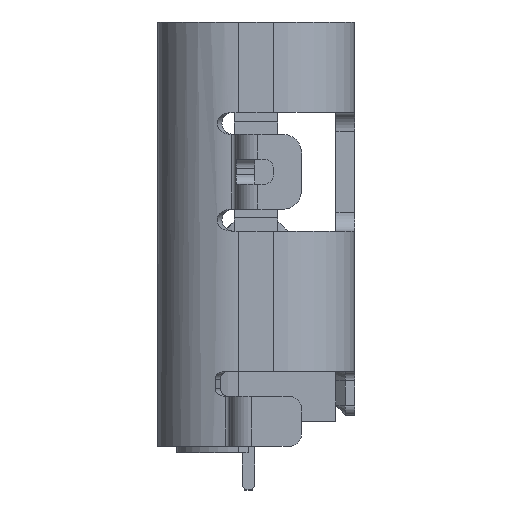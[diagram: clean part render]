
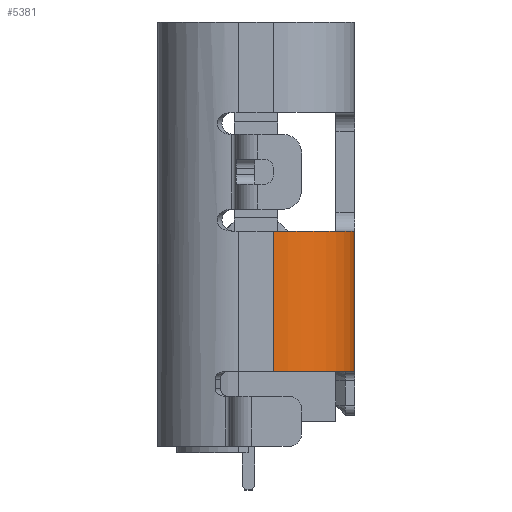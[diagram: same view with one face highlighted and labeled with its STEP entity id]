
A CAD part, left-side view. The second image highlights one B-rep face of the part: STEP entity #5381.
In plain terms, the highlighted cylindrical face has radius 1.3 mm (diameter 2.6 mm), a partial arc.
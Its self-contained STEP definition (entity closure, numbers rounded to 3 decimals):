
#174 = CARTESIAN_POINT ( 'NONE',  ( -3.17, -1.6, -4.4 ) ) ;
#1000 = ORIENTED_EDGE ( 'NONE', *, *, #10100, .T. ) ;
#1652 = AXIS2_PLACEMENT_3D ( 'NONE', #2025, #8438, #2134 ) ;
#2025 = CARTESIAN_POINT ( 'NONE',  ( -3.17, -0.3, -3.2 ) ) ;
#2134 = DIRECTION ( 'NONE',  ( -1., 0., 0. ) ) ;
#2474 = ORIENTED_EDGE ( 'NONE', *, *, #7244, .F. ) ;
#2494 = DIRECTION ( 'NONE',  ( 0., 0., 1. ) ) ;
#2584 = VERTEX_POINT ( 'NONE', #3297 ) ;
#2607 = CARTESIAN_POINT ( 'NONE',  ( -4.47, -0.3, -0.95 ) ) ;
#2631 = AXIS2_PLACEMENT_3D ( 'NONE', #8330, #10775, #14741 ) ;
#3021 = EDGE_CURVE ( 'NONE', #3543, #12042, #5650, .T. ) ;
#3066 = ORIENTED_EDGE ( 'NONE', *, *, #3865, .F. ) ;
#3297 = CARTESIAN_POINT ( 'NONE',  ( -3.17, -1.6, -3.2 ) ) ;
#3543 = VERTEX_POINT ( 'NONE', #2607 ) ;
#3865 = EDGE_CURVE ( 'NONE', #2584, #14309, #5616, .T. ) ;
#5381 = ADVANCED_FACE ( 'NONE', ( #16485 ), #14209, .T. ) ;
#5616 = CIRCLE ( 'NONE', #1652, 1.3 ) ;
#5650 = CIRCLE ( 'NONE', #2631, 1.3 ) ;
#5885 = DIRECTION ( 'NONE',  ( -1., 0., 0. ) ) ;
#6325 = CARTESIAN_POINT ( 'NONE',  ( -4.47, -0.3, -4.4 ) ) ;
#6692 = CARTESIAN_POINT ( 'NONE',  ( -4.47, -0.3, -3.2 ) ) ;
#7244 = EDGE_CURVE ( 'NONE', #14309, #3543, #15970, .T. ) ;
#8330 = CARTESIAN_POINT ( 'NONE',  ( -3.17, -0.3, -0.95 ) ) ;
#8438 = DIRECTION ( 'NONE',  ( 0., 0., -1. ) ) ;
#8720 = DIRECTION ( 'NONE',  ( 0., 0., 1. ) ) ;
#9069 = VECTOR ( 'NONE', #2494, 1000. ) ;
#9985 = CARTESIAN_POINT ( 'NONE',  ( -3.17, -0.3, -4.4 ) ) ;
#10100 = EDGE_CURVE ( 'NONE', #2584, #12042, #14918, .T. ) ;
#10775 = DIRECTION ( 'NONE',  ( 0., 0., 1. ) ) ;
#11044 = VECTOR ( 'NONE', #11849, 1000. ) ;
#11334 = ORIENTED_EDGE ( 'NONE', *, *, #3021, .F. ) ;
#11849 = DIRECTION ( 'NONE',  ( 0., 0., 1. ) ) ;
#11919 = EDGE_LOOP ( 'NONE', ( #3066, #1000, #11334, #2474 ) ) ;
#12042 = VERTEX_POINT ( 'NONE', #13002 ) ;
#13002 = CARTESIAN_POINT ( 'NONE',  ( -3.17, -1.6, -0.95 ) ) ;
#13335 = AXIS2_PLACEMENT_3D ( 'NONE', #9985, #8720, #5885 ) ;
#14209 = CYLINDRICAL_SURFACE ( 'NONE', #13335, 1.3 ) ;
#14309 = VERTEX_POINT ( 'NONE', #6692 ) ;
#14741 = DIRECTION ( 'NONE',  ( 1., 0., 0. ) ) ;
#14918 = LINE ( 'NONE', #174, #11044 ) ;
#15970 = LINE ( 'NONE', #6325, #9069 ) ;
#16485 = FACE_OUTER_BOUND ( 'NONE', #11919, .T. ) ;
